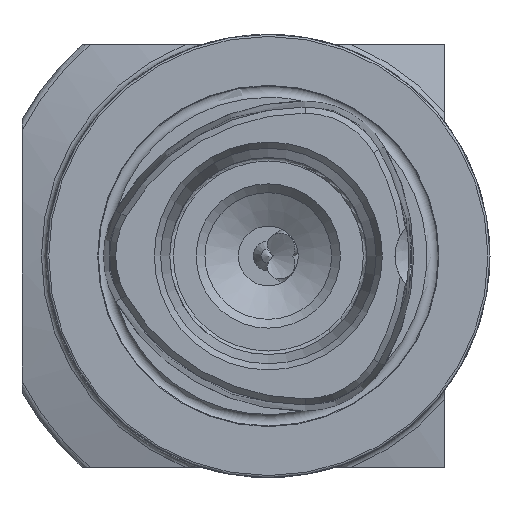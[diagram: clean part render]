
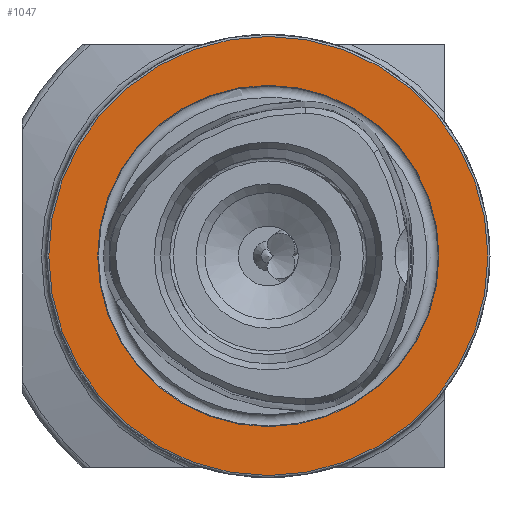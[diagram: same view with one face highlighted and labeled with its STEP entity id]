
A CAD part, left-side view. The second image highlights one B-rep face of the part: STEP entity #1047.
In plain terms, the highlighted planar face has unit normal (-1, 0, 0).
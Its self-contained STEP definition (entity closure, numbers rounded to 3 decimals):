
#88 = AXIS2_PLACEMENT_3D ( 'NONE', #4013, #5313, #3616 ) ;
#441 = CARTESIAN_POINT ( 'NONE',  ( 0., 0., 0. ) ) ;
#479 = CIRCLE ( 'NONE', #4736, 24.25 ) ;
#607 = CARTESIAN_POINT ( 'NONE',  ( 0., 0., 31.2 ) ) ;
#1047 = ADVANCED_FACE ( 'NONE', ( #1186, #5118 ), #2414, .F. ) ;
#1186 = FACE_BOUND ( 'NONE', #3461, .T. ) ;
#1203 = DIRECTION ( 'NONE',  ( -1., 0., 0. ) ) ;
#2013 = DIRECTION ( 'NONE',  ( 1., 0., 0. ) ) ;
#2414 = PLANE ( 'NONE',  #4108 ) ;
#2916 = VERTEX_POINT ( 'NONE', #4641 ) ;
#3283 = DIRECTION ( 'NONE',  ( 0., 0., 1. ) ) ;
#3461 = EDGE_LOOP ( 'NONE', ( #3607 ) ) ;
#3581 = EDGE_LOOP ( 'NONE', ( #5084 ) ) ;
#3607 = ORIENTED_EDGE ( 'NONE', *, *, #4450, .F. ) ;
#3616 = DIRECTION ( 'NONE',  ( 0., 0., 1. ) ) ;
#3686 = VERTEX_POINT ( 'NONE', #607 ) ;
#3692 = CARTESIAN_POINT ( 'NONE',  ( 0., 24.25, 0. ) ) ;
#4013 = CARTESIAN_POINT ( 'NONE',  ( 0., 0., 0. ) ) ;
#4108 = AXIS2_PLACEMENT_3D ( 'NONE', #3692, #2013, #4542 ) ;
#4450 = EDGE_CURVE ( 'NONE', #2916, #2916, #479, .T. ) ;
#4542 = DIRECTION ( 'NONE',  ( 0., 0., -1. ) ) ;
#4641 = CARTESIAN_POINT ( 'NONE',  ( 0., 0., 24.25 ) ) ;
#4736 = AXIS2_PLACEMENT_3D ( 'NONE', #441, #1203, #3283 ) ;
#4908 = EDGE_CURVE ( 'NONE', #3686, #3686, #5272, .T. ) ;
#5084 = ORIENTED_EDGE ( 'NONE', *, *, #4908, .T. ) ;
#5118 = FACE_OUTER_BOUND ( 'NONE', #3581, .T. ) ;
#5272 = CIRCLE ( 'NONE', #88, 31.2 ) ;
#5313 = DIRECTION ( 'NONE',  ( -1., 0., 0. ) ) ;
